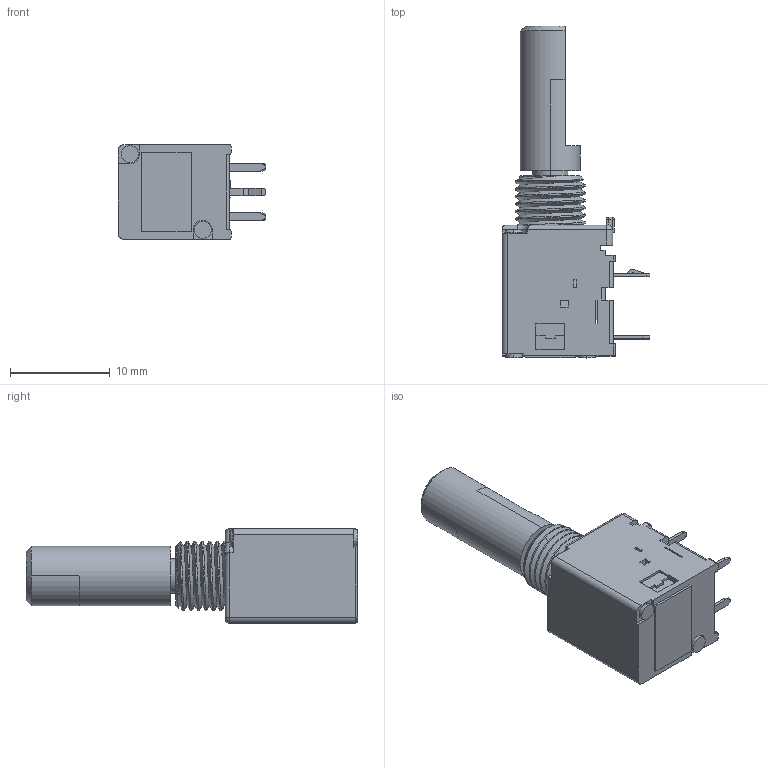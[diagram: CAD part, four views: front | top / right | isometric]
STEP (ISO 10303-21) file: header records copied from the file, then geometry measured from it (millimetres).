
FILE_DESCRIPTION((''),'2;1');
FILE_NAME('P091S-FC20_SW0001','2018-01-04T09:59:28',('bmozley'),(''),'CREO PARAMETRIC BY PTC INC, 2017110','CREO PARAMETRIC BY PTC INC, 2017110','');
FILE_SCHEMA(('CONFIG_CONTROL_DESIGN'));
Length unit declared in the file: inch
Products named in the file (1): P091S-FC20_SW0001
Bounding box: 14.85 x 33.3 x 9.5 mm (x, y, z)
Volume: 1647.9 mm3; surface area: 2042.3 mm2
Topology: 2 solids, 2 shells, 365 faces, 989 edges, 650 vertices
Faces by surface type: plane 195, cylinder 129, cone 17, torus 11, bspline 9, sphere 4
Entity records: 13748 total; most frequent: CARTESIAN_POINT 4321, DIRECTION 1980, ORIENTED_EDGE 1962, EDGE_CURVE 981, AXIS2_PLACEMENT_3D 690, VERTEX_POINT 650, VECTOR 600, LINE 600
